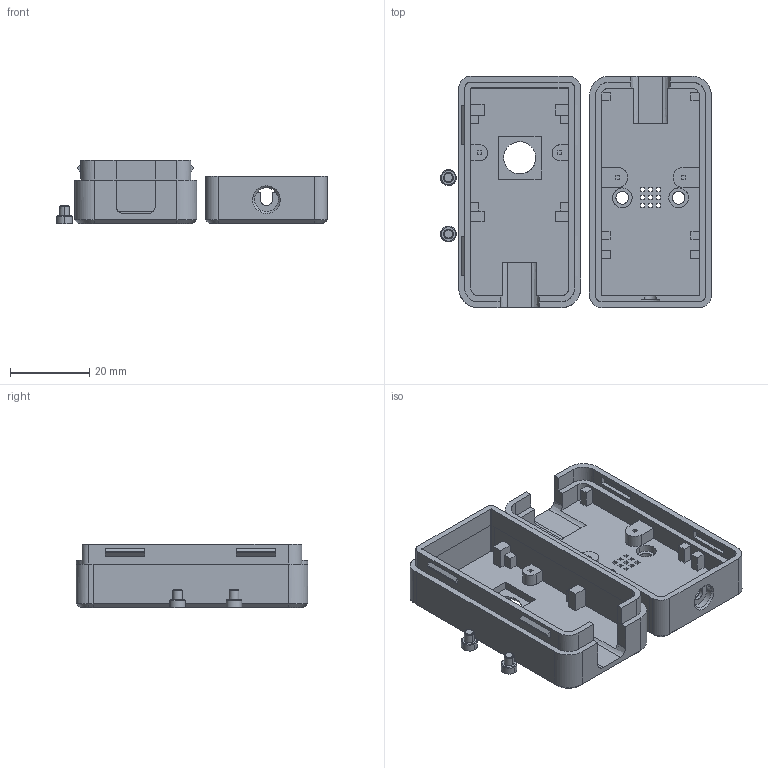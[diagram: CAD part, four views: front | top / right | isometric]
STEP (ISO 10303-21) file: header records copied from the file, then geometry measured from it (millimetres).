
FILE_DESCRIPTION(/* description */ (''),/* implementation_level */ '2;1');
FILE_NAME(/* name */ '0122',/* time_stamp */ '2024-01-22T16:47:12+08:00',/* author */ (''),/* organization */ (''),/* preprocessor_version */ 'ST-DEVELOPER v16.5',/* originating_system */ '',/* authorisation */ '');
FILE_SCHEMA (('AUTOMOTIVE_DESIGN_CC2'));
Length unit declared in the file: millimetre
Products named in the file (1): Document
Bounding box: 68.39 x 58.49 x 16.06 mm (x, y, z)
Volume: 18310.2 mm3; surface area: 15851.7 mm2
Topology: 4 solids, 4 shells, 354 faces, 910 edges, 592 vertices
Faces by surface type: bspline 354
Entity records: 24484 total; most frequent: CARTESIAN_POINT 12890, B_SPLINE_CURVE_WITH_KNOTS 2261, ORIENTED_EDGE 1820, PCURVE 1820, DEFINITIONAL_REPRESENTATION 1820, SURFACE_CURVE 910, EDGE_CURVE 910, VERTEX_POINT 592
